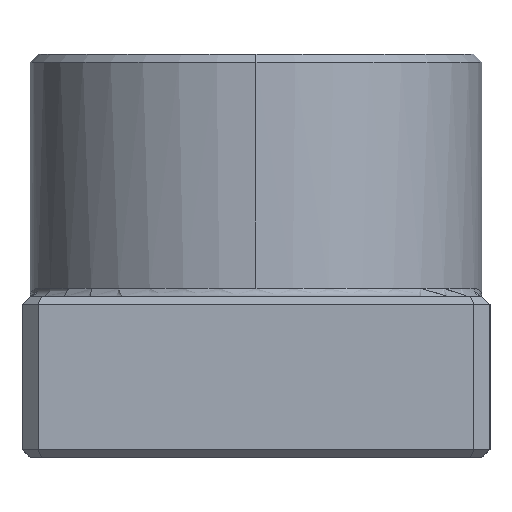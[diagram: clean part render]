
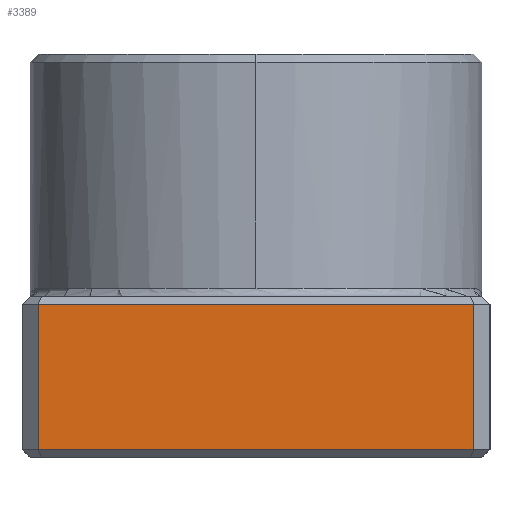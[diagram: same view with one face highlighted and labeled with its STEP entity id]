
A CAD part, left-side view. The second image highlights one B-rep face of the part: STEP entity #3389.
In plain terms, the highlighted planar face has unit normal (-1, 0, 0).
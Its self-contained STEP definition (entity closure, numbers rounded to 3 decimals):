
#329 = LINE ( 'NONE', #2539, #3009 ) ;
#424 = EDGE_LOOP ( 'NONE', ( #2766, #3185, #3309, #3346 ) ) ;
#467 = DIRECTION ( 'NONE',  ( 0., 0., -1. ) ) ;
#579 = CARTESIAN_POINT ( 'NONE',  ( -50., 27., 19. ) ) ;
#630 = VERTEX_POINT ( 'NONE', #579 ) ;
#748 = DIRECTION ( 'NONE',  ( 0., -1., 0. ) ) ;
#786 = EDGE_CURVE ( 'NONE', #630, #1462, #1315, .T. ) ;
#792 = EDGE_CURVE ( 'NONE', #1462, #865, #3249, .T. ) ;
#794 = EDGE_CURVE ( 'NONE', #1893, #865, #1835, .T. ) ;
#803 = EDGE_CURVE ( 'NONE', #1893, #630, #329, .T. ) ;
#865 = VERTEX_POINT ( 'NONE', #2850 ) ;
#1017 = CARTESIAN_POINT ( 'NONE',  ( -50., 27., 20. ) ) ;
#1026 = CARTESIAN_POINT ( 'NONE',  ( -50., 27., 1. ) ) ;
#1146 = VECTOR ( 'NONE', #467, 1000. ) ;
#1160 = AXIS2_PLACEMENT_3D ( 'NONE', #2523, #1522, #3280 ) ;
#1220 = CARTESIAN_POINT ( 'NONE',  ( -50., 27., 1. ) ) ;
#1237 = FACE_OUTER_BOUND ( 'NONE', #424, .T. ) ;
#1255 = PLANE ( 'NONE',  #1160 ) ;
#1285 = CARTESIAN_POINT ( 'NONE',  ( -50., -27., 20. ) ) ;
#1315 = LINE ( 'NONE', #1017, #1146 ) ;
#1462 = VERTEX_POINT ( 'NONE', #1220 ) ;
#1522 = DIRECTION ( 'NONE',  ( 1., 0., 0. ) ) ;
#1550 = DIRECTION ( 'NONE',  ( 0., 0., -1. ) ) ;
#1767 = VECTOR ( 'NONE', #1550, 1000. ) ;
#1835 = LINE ( 'NONE', #1285, #1767 ) ;
#1893 = VERTEX_POINT ( 'NONE', #3374 ) ;
#2055 = DIRECTION ( 'NONE',  ( 0., 1., 0. ) ) ;
#2523 = CARTESIAN_POINT ( 'NONE',  ( -50., 27., 20. ) ) ;
#2539 = CARTESIAN_POINT ( 'NONE',  ( -50., 27., 19. ) ) ;
#2766 = ORIENTED_EDGE ( 'NONE', *, *, #786, .T. ) ;
#2850 = CARTESIAN_POINT ( 'NONE',  ( -50., -27., 1. ) ) ;
#3009 = VECTOR ( 'NONE', #2055, 1000. ) ;
#3079 = VECTOR ( 'NONE', #748, 1000. ) ;
#3185 = ORIENTED_EDGE ( 'NONE', *, *, #792, .T. ) ;
#3249 = LINE ( 'NONE', #1026, #3079 ) ;
#3280 = DIRECTION ( 'NONE',  ( 0., 1., 0. ) ) ;
#3309 = ORIENTED_EDGE ( 'NONE', *, *, #794, .F. ) ;
#3346 = ORIENTED_EDGE ( 'NONE', *, *, #803, .T. ) ;
#3374 = CARTESIAN_POINT ( 'NONE',  ( -50., -27., 19. ) ) ;
#3389 = ADVANCED_FACE ( 'NONE', ( #1237 ), #1255, .F. ) ;
